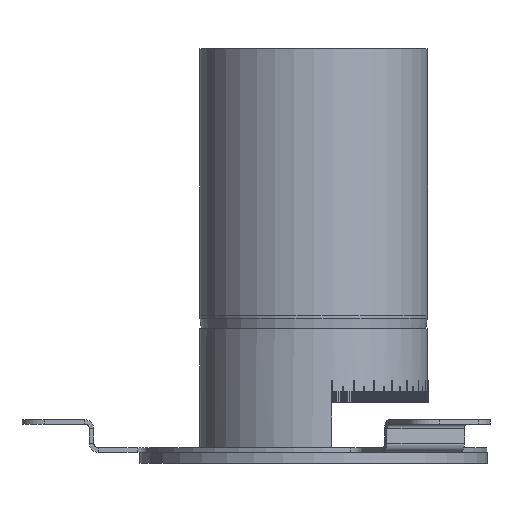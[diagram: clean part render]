
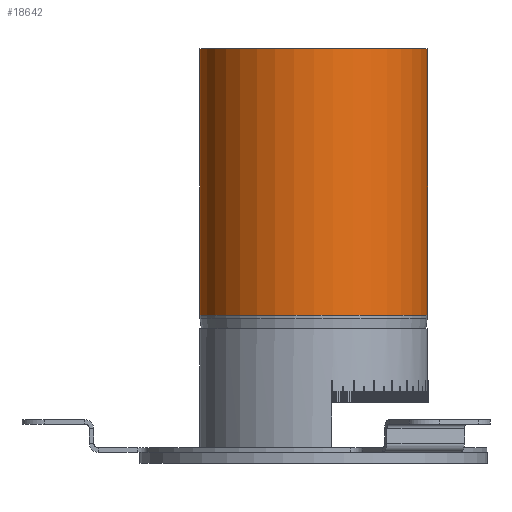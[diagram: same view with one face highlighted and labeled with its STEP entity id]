
A CAD part, left-side view. The second image highlights one B-rep face of the part: STEP entity #18642.
In plain terms, the highlighted cylindrical face has radius 508 mm (diameter 1016 mm), a full revolution.
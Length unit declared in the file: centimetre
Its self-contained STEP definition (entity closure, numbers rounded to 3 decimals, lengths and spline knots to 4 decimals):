
#1406=FACE_OUTER_BOUND('',#2508,.T.);
#2508=EDGE_LOOP('',(#13350,#13351,#13352,#13353,#13354));
#3621=LINE('',#26479,#6041);
#6041=VECTOR('',#21371,50.8);
#8459=CIRCLE('',#19904,50.8);
#8475=CIRCLE('',#19925,50.8);
#8476=CIRCLE('',#19926,50.8);
#8719=VERTEX_POINT('',#26438);
#8731=VERTEX_POINT('',#26471);
#8732=VERTEX_POINT('',#26473);
#10596=EDGE_CURVE('',#8719,#8719,#8459,.T.);
#10613=EDGE_CURVE('',#8731,#8732,#8475,.T.);
#10614=EDGE_CURVE('',#8732,#8731,#8476,.T.);
#10616=EDGE_CURVE('',#8732,#8719,#3621,.T.);
#13350=ORIENTED_EDGE('',*,*,#10614,.F.);
#13351=ORIENTED_EDGE('',*,*,#10616,.T.);
#13352=ORIENTED_EDGE('',*,*,#10596,.F.);
#13353=ORIENTED_EDGE('',*,*,#10616,.F.);
#13354=ORIENTED_EDGE('',*,*,#10613,.F.);
#18584=CYLINDRICAL_SURFACE('',#19928,50.8);
#18642=ADVANCED_FACE('',(#1406),#18584,.T.);
#19904=AXIS2_PLACEMENT_3D('',#26439,#21319,#21320);
#19925=AXIS2_PLACEMENT_3D('',#26474,#21362,#21363);
#19926=AXIS2_PLACEMENT_3D('',#26475,#21364,#21365);
#19928=AXIS2_PLACEMENT_3D('',#26478,#21369,#21370);
#21319=DIRECTION('center_axis',(0.,0.,1.));
#21320=DIRECTION('ref_axis',(0.001,-1.,0.));
#21362=DIRECTION('center_axis',(0.,0.,
-1.));
#21363=DIRECTION('ref_axis',(-1.,-0.001,0.));
#21364=DIRECTION('center_axis',(0.,0.,
-1.));
#21365=DIRECTION('ref_axis',(-1.,-0.001,0.));
#21369=DIRECTION('center_axis',(0.,0.,
-1.));
#21370=DIRECTION('ref_axis',(-1.,-0.001,0.));
#21371=DIRECTION('',(0.,0.,1.));
#26438=CARTESIAN_POINT('',(54.7366,-0.2763,141.8612));
#26439=CARTESIAN_POINT('Origin',(3.9366,-0.3202,141.8612));
#26471=CARTESIAN_POINT('',(3.8927,50.4798,22.8612));
#26473=CARTESIAN_POINT('',(54.7366,-0.2763,22.8612));
#26474=CARTESIAN_POINT('Origin',(3.9366,-0.3202,22.8612));
#26475=CARTESIAN_POINT('Origin',(3.9366,-0.3202,22.8612));
#26478=CARTESIAN_POINT('Origin',(3.9366,-0.3202,79.3612));
#26479=CARTESIAN_POINT('',(54.7366,-0.2763,79.3612));
